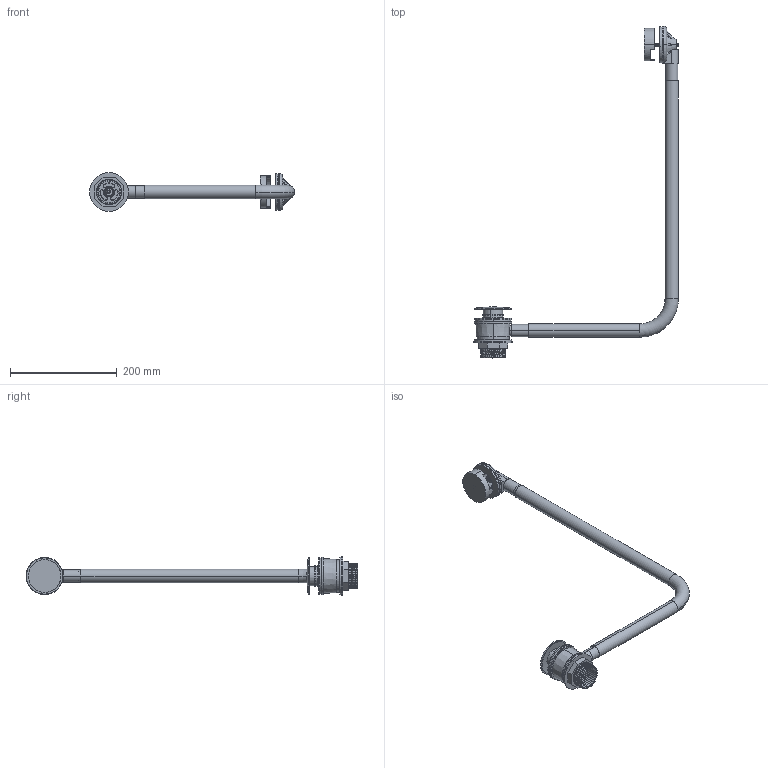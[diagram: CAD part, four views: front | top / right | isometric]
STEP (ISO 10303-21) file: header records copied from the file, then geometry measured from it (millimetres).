
FILE_DESCRIPTION (( 'STEP AP214' ), '1' );
FILE_NAME ('CO098_v10718.STEP', '2022-08-15T10:12:59', ( '' ), ( '' ), 'SwSTEP 2.0', 'SolidWorks 2019', '' );
FILE_SCHEMA (( 'AUTOMOTIVE_DESIGN' ));
Length unit declared in the file: millimetre
Products named in the file (13): CO098_WasteBody_v10718; CO098_WasteCollector_v10718; CO098_OverflowRing_v10718; CO098_RubberWasher-OF_v10718; CO098_WastePlug_v10718; CO098_RubberWasher_v10718; CO098_FlexibleTube_v10718; CO098_ClearRubberWasher_v10718; CO098_BackNut_v10718; CO098_OverFlowElbow_v10718; CO098_v10718; CO098_OverFlowFace_v10718; CO098_FoamRing_v10718
Assembly tree (13 placements, depth 2):
  CO098_v10718
    CO098_WasteBody_v10718
    CO098_WastePlug_v10718
    CO098_ClearRubberWasher_v10718
    CO098_OverflowRing_v10718
    CO098_RubberWasher_v10718  x2
    CO098_BackNut_v10718
    CO098_FlexibleTube_v10718
    CO098_OverFlowElbow_v10718
    CO098_FoamRing_v10718
    CO098_RubberWasher-OF_v10718
    CO098_OverFlowFace_v10718
    CO098_WasteCollector_v10718
Bounding box: 384 x 622.3 x 73 mm (x, y, z)
Volume: 273402.2 mm3; surface area: 244272.3 mm2
Topology: 13 solids, 13 shells, 564 faces, 1484 edges, 975 vertices
Faces by surface type: cylinder 338, plane 173, torus 29, cone 14, bspline 8, sphere 2
Entity records: 29655 total; most frequent: CARTESIAN_POINT 16214, ORIENTED_EDGE 2936, DIRECTION 2474, EDGE_CURVE 1468, VERTEX_POINT 965, AXIS2_PLACEMENT_3D 941, EDGE_LOOP 649, VECTOR 592
